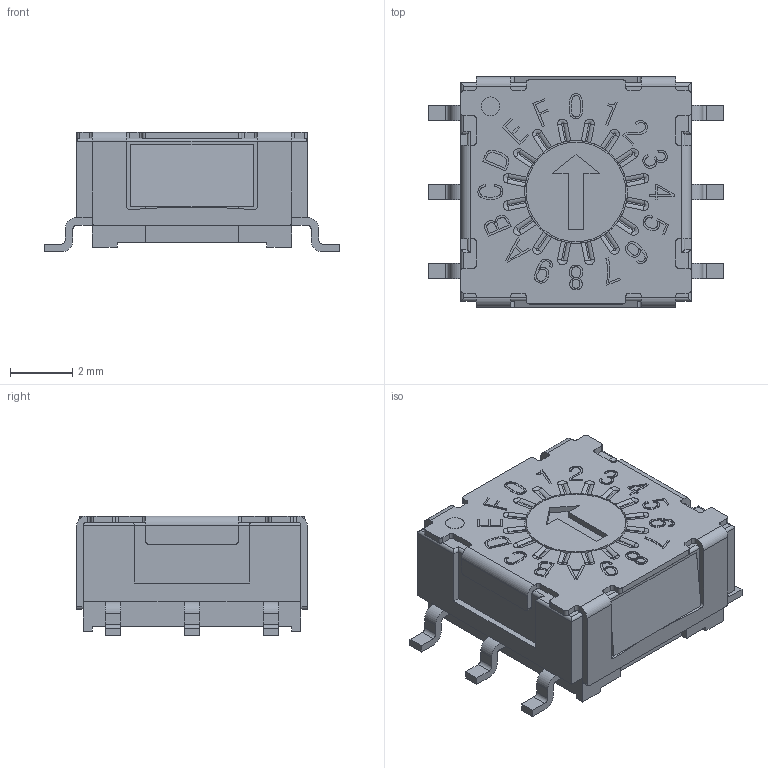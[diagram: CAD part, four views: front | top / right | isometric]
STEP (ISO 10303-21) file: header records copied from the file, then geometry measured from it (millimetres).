
FILE_DESCRIPTION( ( 'Unknown' ), '1' );
FILE_NAME( '42814232081x.stp', 'Unknown', ( 'Unknown' ), ( 'Unknown' ), 'PSStep 13.0', 'Unknown', ' ' );
FILE_SCHEMA( ( 'AUTOMOTIVE_DESIGN { 1 0 10303 214 1 1 1 1 }' ) );
Length unit declared in the file: millimetre
Products named in the file (3): Assem1; base; cover
Bounding box: 9.5 x 7.4 x 3.85 mm (x, y, z)
Surface area: 882.2 mm2
Topology: 4 solids, 4 shells, 1074 faces, 2986 edges, 1974 vertices
Faces by surface type: plane 620, cylinder 326, extrusion 64, bspline 64
Full cylindrical faces by diameter (mm): 0.6 x2, 3.2 x2, 3.3 x2, 6.05 x2, 6.15 x2
Entity records: 22543 total; most frequent: CARTESIAN_POINT 4845, ORIENTED_EDGE 2962, DIRECTION 2533, EDGE_CURVE 1481, VERTEX_POINT 986, AXIS2_PLACEMENT_3D 852, VECTOR 829, LINE 797
